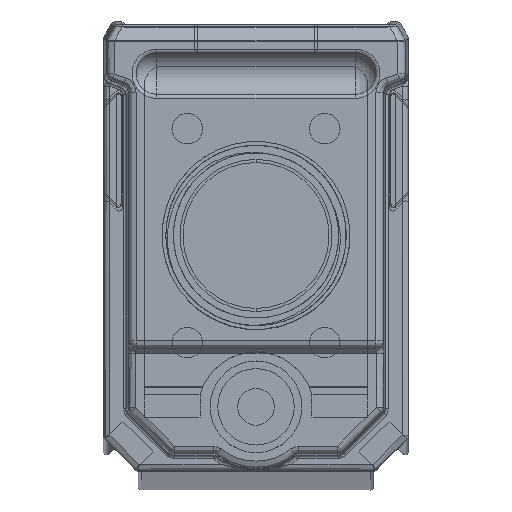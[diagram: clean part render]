
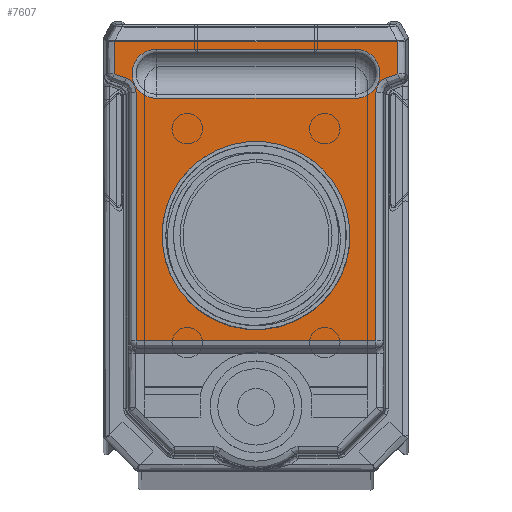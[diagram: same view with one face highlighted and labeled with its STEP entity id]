
A CAD part, top view. The second image highlights one B-rep face of the part: STEP entity #7607.
In plain terms, the highlighted planar face has unit normal (0, 0, 1).
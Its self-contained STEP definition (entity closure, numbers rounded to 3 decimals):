
#2580=DIRECTION('',(0.,1.,0.));
#2581=VECTOR('',#2580,2.108);
#2582=CARTESIAN_POINT('',(9.29,25.987,8.5));
#2583=LINE('',#2582,#2581);
#3377=CARTESIAN_POINT('',(-9.29,28.095,8.5));
#3378=CARTESIAN_POINT('',(-9.273,28.099,8.5));
#3379=CARTESIAN_POINT('',(-9.256,28.1,8.5));
#3380=CARTESIAN_POINT('',(-9.239,28.1,8.5));
#3385=CARTESIAN_POINT('',(9.239,28.1,8.5));
#3386=CARTESIAN_POINT('',(9.256,28.1,8.5));
#3387=CARTESIAN_POINT('',(9.273,28.099,8.5));
#3388=CARTESIAN_POINT('',(9.29,28.095,8.5));
#3393=DIRECTION('',(-0.94,-0.342,0.));
#3394=VECTOR('',#3393,0.841);
#3395=CARTESIAN_POINT('',(9.29,25.987,8.5));
#3396=LINE('',#3395,#3394);
#3400=CARTESIAN_POINT('',(8.5,25.7,8.5));
#3401=CARTESIAN_POINT('',(8.422,25.671,8.5));
#3402=CARTESIAN_POINT('',(8.278,25.597,8.5));
#3403=CARTESIAN_POINT('',(8.092,25.435,8.5));
#3404=CARTESIAN_POINT('',(7.951,25.235,8.5));
#3405=CARTESIAN_POINT('',(7.863,25.004,8.5));
#3406=CARTESIAN_POINT('',(7.843,24.844,8.5));
#3407=CARTESIAN_POINT('',(7.843,24.76,8.5));
#3412=CARTESIAN_POINT('',(-7.843,24.76,8.5));
#3413=CARTESIAN_POINT('',(-7.843,24.844,8.5));
#3414=CARTESIAN_POINT('',(-7.863,25.004,8.5));
#3415=CARTESIAN_POINT('',(-7.951,25.235,8.5));
#3416=CARTESIAN_POINT('',(-8.092,25.435,8.5));
#3417=CARTESIAN_POINT('',(-8.278,25.597,8.5));
#3418=CARTESIAN_POINT('',(-8.422,25.671,8.5));
#3419=CARTESIAN_POINT('',(-8.5,25.7,8.5));
#3424=DIRECTION('',(-0.94,0.342,0.));
#3425=VECTOR('',#3424,0.841);
#3426=CARTESIAN_POINT('',(-8.5,25.7,8.5));
#3427=LINE('',#3426,#3425);
#3431=CARTESIAN_POINT('',(-6.5,26.,8.5));
#3432=DIRECTION('',(0.,0.,1.));
#3433=DIRECTION('',(0.,1.,0.));
#3434=AXIS2_PLACEMENT_3D('',#3431,#3432,#3433);
#3439=CARTESIAN_POINT('',(6.5,26.,8.5));
#3440=DIRECTION('',(0.,0.,1.));
#3441=DIRECTION('',(0.,-1.,0.));
#3442=AXIS2_PLACEMENT_3D('',#3439,#3440,#3441);
#3447=CARTESIAN_POINT('',(0.,15.4,8.5));
#3448=DIRECTION('',(0.,0.,1.));
#3449=DIRECTION('',(0.707,0.707,0.));
#3450=AXIS2_PLACEMENT_3D('',#3447,#3448,#3449);
#3455=CARTESIAN_POINT('',(0.,15.4,8.5));
#3456=DIRECTION('',(0.,0.,1.));
#3457=DIRECTION('',(-0.707,-0.707,0.));
#3458=AXIS2_PLACEMENT_3D('',#3455,#3456,#3457);
#3510=DIRECTION('',(0.,-1.,0.));
#3511=VECTOR('',#3510,2.108);
#3512=CARTESIAN_POINT('',(-9.29,28.095,8.5));
#3513=LINE('',#3512,#3511);
#3681=DIRECTION('',(0.,-1.,0.));
#3682=VECTOR('',#3681,16.25);
#3683=CARTESIAN_POINT('',(-7.843,24.76,8.5));
#3684=LINE('',#3683,#3682);
#3712=DIRECTION('',(1.,0.,0.));
#3713=VECTOR('',#3712,15.685);
#3714=CARTESIAN_POINT('',(-7.843,8.511,8.5));
#3715=LINE('',#3714,#3713);
#3750=DIRECTION('',(0.,1.,0.));
#3751=VECTOR('',#3750,16.25);
#3752=CARTESIAN_POINT('',(7.843,8.511,8.5));
#3753=LINE('',#3752,#3751);
#4818=DIRECTION('',(-1.,0.,0.));
#4819=VECTOR('',#4818,18.479);
#4820=CARTESIAN_POINT('',(9.239,28.1,8.5));
#4821=LINE('',#4820,#4819);
#4856=DIRECTION('',(1.,0.,0.));
#4857=VECTOR('',#4856,13.);
#4858=CARTESIAN_POINT('',(-6.5,27.612,8.5));
#4859=LINE('',#4858,#4857);
#4886=DIRECTION('',(-1.,0.,0.));
#4887=VECTOR('',#4886,13.);
#4888=CARTESIAN_POINT('',(6.5,24.388,8.5));
#4889=LINE('',#4888,#4887);
#5853=CARTESIAN_POINT('',(-4.349,11.051,8.5));
#5854=VERTEX_POINT('',#5853);
#5855=CARTESIAN_POINT('',(4.349,19.749,8.5));
#5856=VERTEX_POINT('',#5855);
#5865=VERTEX_POINT('',#3377);
#5866=VERTEX_POINT('',#3380);
#5867=CARTESIAN_POINT('',(9.239,28.1,8.5));
#5868=VERTEX_POINT('',#5867);
#5869=VERTEX_POINT('',#3388);
#5870=CARTESIAN_POINT('',(9.29,25.987,8.5));
#5871=VERTEX_POINT('',#5870);
#5872=CARTESIAN_POINT('',(8.5,25.7,8.5));
#5873=VERTEX_POINT('',#5872);
#5874=VERTEX_POINT('',#3407);
#5875=CARTESIAN_POINT('',(7.843,8.511,8.5));
#5876=VERTEX_POINT('',#5875);
#5877=CARTESIAN_POINT('',(-7.843,8.511,8.5));
#5878=VERTEX_POINT('',#5877);
#5879=CARTESIAN_POINT('',(-7.843,24.76,8.5));
#5880=VERTEX_POINT('',#5879);
#5881=VERTEX_POINT('',#3419);
#5882=CARTESIAN_POINT('',(-9.29,25.987,8.5));
#5883=VERTEX_POINT('',#5882);
#5884=CARTESIAN_POINT('',(-6.5,27.612,8.5));
#5885=CARTESIAN_POINT('',(-6.5,24.388,8.5));
#5886=VERTEX_POINT('',#5884);
#5887=VERTEX_POINT('',#5885);
#5888=CARTESIAN_POINT('',(6.5,24.388,8.5));
#5889=VERTEX_POINT('',#5888);
#5890=CARTESIAN_POINT('',(6.5,27.612,8.5));
#5891=VERTEX_POINT('',#5890);
#7562=CARTESIAN_POINT('',(0.,0.,8.5));
#7563=DIRECTION('',(0.,0.,1.));
#7564=DIRECTION('',(1.,0.,0.));
#7565=AXIS2_PLACEMENT_3D('',#7562,#7563,#7564);
#7566=PLANE('',#7565);
#7568=ORIENTED_EDGE('',*,*,#7567,.T.);
#7570=ORIENTED_EDGE('',*,*,#7569,.F.);
#7571=ORIENTED_EDGE('',*,*,#7553,.T.);
#7572=ORIENTED_EDGE('',*,*,#6594,.F.);
#7574=ORIENTED_EDGE('',*,*,#7573,.T.);
#7576=ORIENTED_EDGE('',*,*,#7575,.T.);
#7578=ORIENTED_EDGE('',*,*,#7577,.F.);
#7580=ORIENTED_EDGE('',*,*,#7579,.F.);
#7582=ORIENTED_EDGE('',*,*,#7581,.F.);
#7584=ORIENTED_EDGE('',*,*,#7583,.T.);
#7586=ORIENTED_EDGE('',*,*,#7585,.T.);
#7588=ORIENTED_EDGE('',*,*,#7587,.F.);
#7589=EDGE_LOOP('',(#7568,#7570,#7571,#7572,#7574,#7576,#7578,#7580,#7582,#7584,
#7586,#7588));
#7590=FACE_OUTER_BOUND('',#7589,.F.);
#7592=ORIENTED_EDGE('',*,*,#7591,.T.);
#7594=ORIENTED_EDGE('',*,*,#7593,.F.);
#7596=ORIENTED_EDGE('',*,*,#7595,.T.);
#7598=ORIENTED_EDGE('',*,*,#7597,.F.);
#7599=EDGE_LOOP('',(#7592,#7594,#7596,#7598));
#7600=FACE_BOUND('',#7599,.F.);
#7602=ORIENTED_EDGE('',*,*,#7601,.T.);
#7604=ORIENTED_EDGE('',*,*,#7603,.T.);
#7605=EDGE_LOOP('',(#7602,#7604));
#7606=FACE_BOUND('',#7605,.F.);
#3381=B_SPLINE_CURVE_WITH_KNOTS('',3,(#3377,#3378,#3379,#3380),.UNSPECIFIED.,
.F.,.F.,(4,4),(0.,1.),.UNSPECIFIED.);
#3389=B_SPLINE_CURVE_WITH_KNOTS('',3,(#3385,#3386,#3387,#3388),.UNSPECIFIED.,
.F.,.F.,(4,4),(0.,1.),.UNSPECIFIED.);
#3408=B_SPLINE_CURVE_WITH_KNOTS('',3,(#3400,#3401,#3402,#3403,#3404,#3405,#3406,
#3407),.UNSPECIFIED.,.F.,.F.,(4,1,1,1,1,4),(0.,0.2,0.4,0.6,0.8,1.),
.UNSPECIFIED.);
#3420=B_SPLINE_CURVE_WITH_KNOTS('',3,(#3412,#3413,#3414,#3415,#3416,#3417,#3418,
#3419),.UNSPECIFIED.,.F.,.F.,(4,1,1,1,1,4),(0.,0.2,0.4,0.6,0.8,1.),
.UNSPECIFIED.);
#3435=CIRCLE('',#3434,1.612);
#3443=CIRCLE('',#3442,1.612);
#3451=CIRCLE('',#3450,6.15);
#3459=CIRCLE('',#3458,6.15);
#6594=EDGE_CURVE('',#5871,#5869,#2583,.T.);
#7553=EDGE_CURVE('',#5868,#5869,#3389,.T.);
#7567=EDGE_CURVE('',#5865,#5866,#3381,.T.);
#7569=EDGE_CURVE('',#5868,#5866,#4821,.T.);
#7573=EDGE_CURVE('',#5871,#5873,#3396,.T.);
#7575=EDGE_CURVE('',#5873,#5874,#3408,.T.);
#7577=EDGE_CURVE('',#5876,#5874,#3753,.T.);
#7579=EDGE_CURVE('',#5878,#5876,#3715,.T.);
#7581=EDGE_CURVE('',#5880,#5878,#3684,.T.);
#7583=EDGE_CURVE('',#5880,#5881,#3420,.T.);
#7585=EDGE_CURVE('',#5881,#5883,#3427,.T.);
#7587=EDGE_CURVE('',#5865,#5883,#3513,.T.);
#7591=EDGE_CURVE('',#5886,#5887,#3435,.T.);
#7593=EDGE_CURVE('',#5889,#5887,#4889,.T.);
#7595=EDGE_CURVE('',#5889,#5891,#3443,.T.);
#7597=EDGE_CURVE('',#5886,#5891,#4859,.T.);
#7601=EDGE_CURVE('',#5856,#5854,#3451,.T.);
#7603=EDGE_CURVE('',#5854,#5856,#3459,.T.);
#7607=ADVANCED_FACE('',(#7590,#7600,#7606),#7566,.T.);
